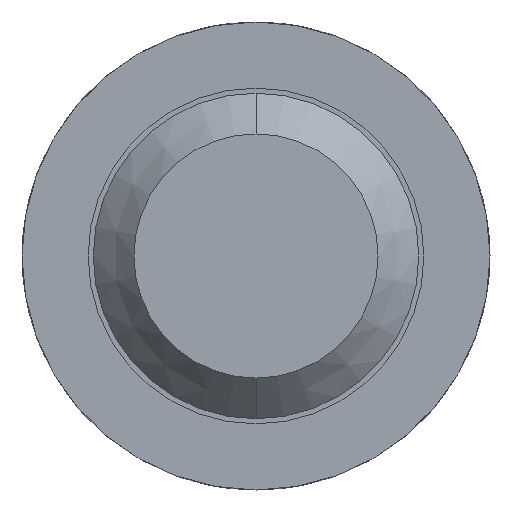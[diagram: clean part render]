
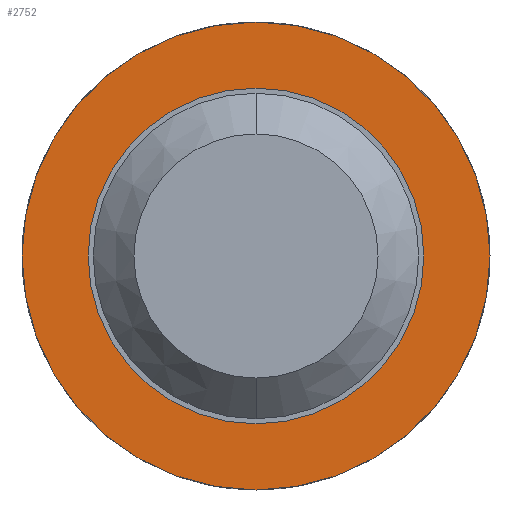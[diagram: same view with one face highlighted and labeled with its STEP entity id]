
A CAD part, front view. The second image highlights one B-rep face of the part: STEP entity #2752.
In plain terms, the highlighted planar face has unit normal (0, -1, 0).
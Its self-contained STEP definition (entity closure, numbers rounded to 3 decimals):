
#183 = CARTESIAN_POINT ( 'NONE',  ( 0., -1.5, 0. ) ) ;
#221 = DIRECTION ( 'NONE',  ( 0., 1., 0. ) ) ;
#313 = ORIENTED_EDGE ( 'NONE', *, *, #3059, .T. ) ;
#711 = AXIS2_PLACEMENT_3D ( 'NONE', #4584, #2382, #1612 ) ;
#919 = DIRECTION ( 'NONE',  ( 0., 0., 1. ) ) ;
#958 = CARTESIAN_POINT ( 'NONE',  ( 0., -1.5, 0. ) ) ;
#977 = DIRECTION ( 'NONE',  ( 0., 1., 0. ) ) ;
#986 = EDGE_CURVE ( 'Defeature ausgef�hrt4_44+Defeature ausgef�hrt4_48+Defeature ausgef�hrt4_48+Defeature ausgef�hrt4_48', #1418, #1112, #2295, .T. ) ;
#1112 = VERTEX_POINT ( 'NONE', #2839 ) ;
#1132 = ORIENTED_EDGE ( 'NONE', *, *, #2087, .F. ) ;
#1293 = CARTESIAN_POINT ( 'NONE',  ( 0., -1.5, 0. ) ) ;
#1299 = CARTESIAN_POINT ( 'NONE',  ( 0., -1.5, -0.825 ) ) ;
#1331 = DIRECTION ( 'NONE',  ( 0., 0., 1. ) ) ;
#1385 = CIRCLE ( 'NONE', #1856, 0.825 ) ;
#1418 = VERTEX_POINT ( 'NONE', #1991 ) ;
#1504 = EDGE_CURVE ( 'Defeature ausgef�hrt4_48+Defeature ausgef�hrt4_47+Defeature ausgef�hrt4_47+Defeature ausgef�hrt4_47', #4572, #2719, #4264, .T. ) ;
#1573 = ORIENTED_EDGE ( 'NONE', *, *, #1504, .T. ) ;
#1612 = DIRECTION ( 'NONE',  ( 0., 0., 1. ) ) ;
#1809 = ORIENTED_EDGE ( 'NONE', *, *, #986, .F. ) ;
#1842 = AXIS2_PLACEMENT_3D ( 'NONE', #1293, #3851, #4592 ) ;
#1856 = AXIS2_PLACEMENT_3D ( 'NONE', #3454, #3166, #1331 ) ;
#1991 = CARTESIAN_POINT ( 'NONE',  ( 0., -1.5, -1.15 ) ) ;
#2022 = PLANE ( 'NONE',  #711 ) ;
#2087 = EDGE_CURVE ( 'Defeature ausgef�hrt4_44+Defeature ausgef�hrt4_48+Defeature ausgef�hrt4_48+Defeature ausgef�hrt4_48', #1112, #1418, #3782, .T. ) ;
#2295 = CIRCLE ( 'NONE', #1842, 1.15 ) ;
#2382 = DIRECTION ( 'NONE',  ( 0., 1., 0. ) ) ;
#2719 = VERTEX_POINT ( 'NONE', #1299 ) ;
#2752 = ADVANCED_FACE ( 'Defeature ausgef�hrt4_48', ( #4526, #3510 ), #2022, .F. ) ;
#2839 = CARTESIAN_POINT ( 'NONE',  ( 0., -1.5, 1.15 ) ) ;
#3059 = EDGE_CURVE ( 'Defeature ausgef�hrt4_48+Defeature ausgef�hrt4_47+Defeature ausgef�hrt4_47+Defeature ausgef�hrt4_47', #2719, #4572, #1385, .T. ) ;
#3166 = DIRECTION ( 'NONE',  ( 0., 1., 0. ) ) ;
#3312 = EDGE_LOOP ( 'NONE', ( #1573, #313 ) ) ;
#3454 = CARTESIAN_POINT ( 'NONE',  ( 0., -1.5, 0. ) ) ;
#3510 = FACE_BOUND ( 'NONE', #3312, .T. ) ;
#3546 = DIRECTION ( 'NONE',  ( 0., 0., 1. ) ) ;
#3782 = CIRCLE ( 'NONE', #3901, 1.15 ) ;
#3839 = CARTESIAN_POINT ( 'NONE',  ( 0., -1.5, 0.825 ) ) ;
#3851 = DIRECTION ( 'NONE',  ( 0., 1., 0. ) ) ;
#3901 = AXIS2_PLACEMENT_3D ( 'NONE', #958, #977, #3546 ) ;
#4113 = AXIS2_PLACEMENT_3D ( 'NONE', #183, #221, #919 ) ;
#4264 = CIRCLE ( 'NONE', #4113, 0.825 ) ;
#4438 = EDGE_LOOP ( 'NONE', ( #1132, #1809 ) ) ;
#4526 = FACE_OUTER_BOUND ( 'NONE', #4438, .T. ) ;
#4572 = VERTEX_POINT ( 'NONE', #3839 ) ;
#4584 = CARTESIAN_POINT ( 'NONE',  ( 0.825, -1.5, 0. ) ) ;
#4592 = DIRECTION ( 'NONE',  ( 0., 0., 1. ) ) ;
